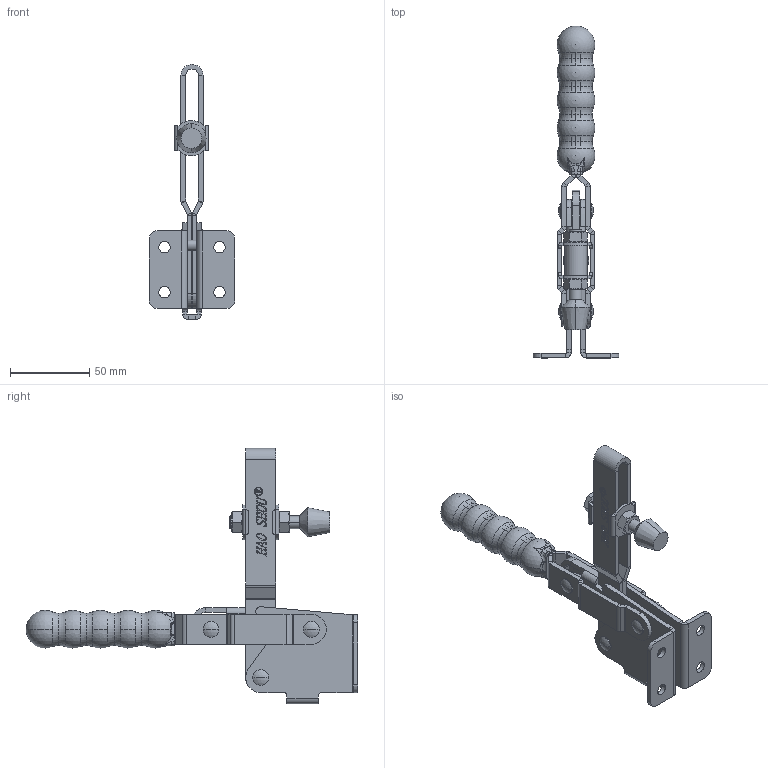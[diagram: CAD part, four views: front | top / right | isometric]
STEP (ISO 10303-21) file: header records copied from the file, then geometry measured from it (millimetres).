
FILE_DESCRIPTION (( 'STEP AP203' ), '1' );
FILE_NAME ('HS-12205.STEP', '2019-10-14T00:20:56', ( '微软用户' ), ( '微软中国' ), 'SwSTEP 2.0', 'SolidWorks 2012', '' );
FILE_SCHEMA (( 'CONFIG_CONTROL_DESIGN' ));
Length unit declared in the file: millimetre
Products named in the file (14): HS-12205; hex nuts, style 1-grades ab gb_GB_FASTENER_NUT_SNAB1 M8-N; FW-516; 忒參杶; 酗种; 傻种; 揤參蚾饜极; hexagon head bolts-full thread gb_GB_FASTENER_BOLT_STBAB A M8X55-C; 揤輸; 揤參; 忒梟蚾饜极; 忒梟; 蟀裝; 楊擘菁釱
Assembly tree (18 placements, depth 3):
  HS-12205
    楊擘菁釱
    蟀裝
    忒梟蚾饜极
      忒梟  x2
    揤參
    揤參蚾饜极
      揤輸
      hexagon head bolts-full thread gb_GB_FASTENER_BOLT_STBAB A M8X55-C
    傻种  x2
    酗种  x2
    忒參杶
    FW-516  x2
    hex nuts, style 1-grades ab gb_GB_FASTENER_NUT_SNAB1 M8-N  x2
Bounding box: 54 x 210 x 161.5 mm (x, y, z)
Volume: 104500.4 mm3; surface area: 73283.7 mm2
Topology: 16 solids, 16 shells, 889 faces, 2247 edges, 1406 vertices
Faces by surface type: plane 466, cylinder 190, bspline 154, cone 30, sphere 26, torus 23
Entity records: 31975 total; most frequent: CARTESIAN_POINT 12699, ORIENTED_EDGE 3880, DIRECTION 3271, EDGE_CURVE 1940, VERTEX_POINT 1227, LINE 1169, VECTOR 1169, AXIS2_PLACEMENT_3D 1051
